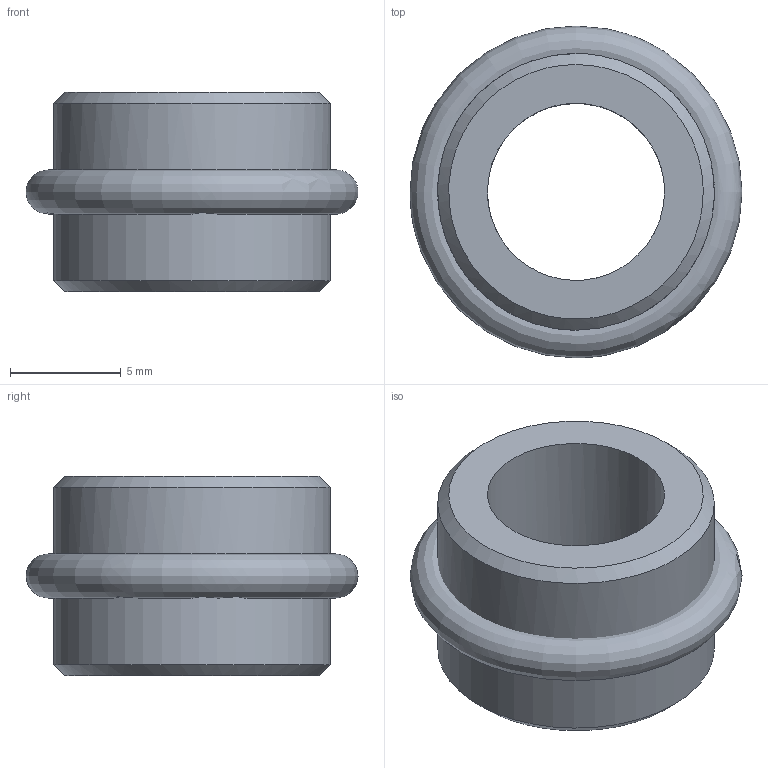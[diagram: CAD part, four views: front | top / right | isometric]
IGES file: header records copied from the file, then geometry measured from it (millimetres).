
Global section: file name: HSV1451N_A; native system: Autodesk Inventor 2015; preprocessor: unknown; author: Behrens; date: 20151130.144228; units: millimetre
Bounding box: 15 x 15 x 9 mm (x, y, z)
Volume: 759.4 mm3; surface area: 979.6 mm2
Topology: 2 solids, 2 shells, 11 faces, 25 edges, 18 vertices
Faces by surface type: bspline 11
